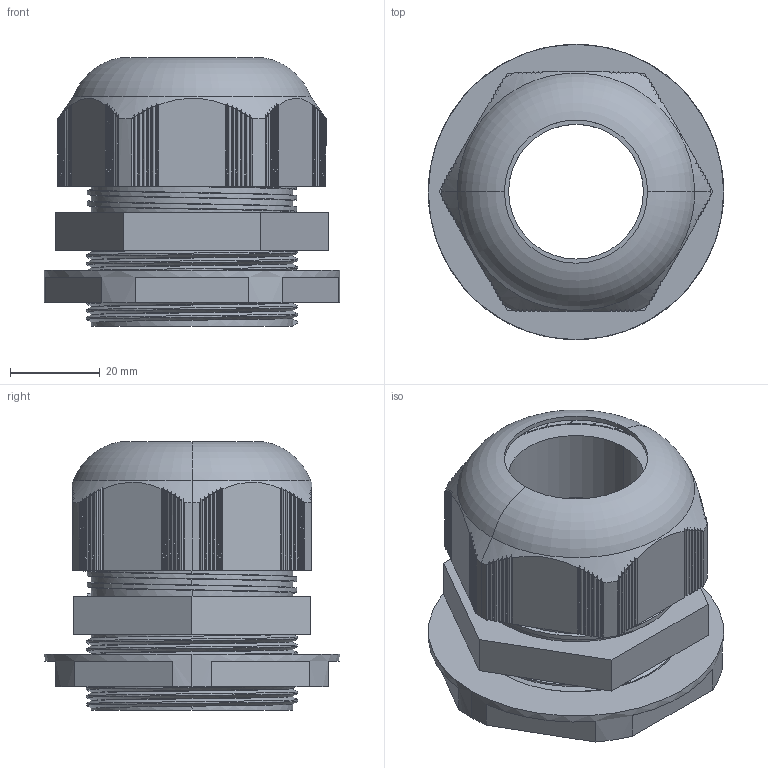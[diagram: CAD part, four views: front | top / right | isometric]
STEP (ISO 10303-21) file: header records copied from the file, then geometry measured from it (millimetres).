
FILE_DESCRIPTION (( 'STEP AP203' ), '1' );
FILE_NAME ('9007.STEP', '2020-07-29T07:42:33', ( '' ), ( '' ), 'SwSTEP 2.0', 'SolidWorks 2011', '' );
FILE_SCHEMA (( 'CONFIG_CONTROL_DESIGN' ));
Length unit declared in the file: millimetre
Products named in the file (1): 9007
Bounding box: 66 x 66 x 59.92 mm (x, y, z)
Volume: 71859 mm3; surface area: 29546 mm2
Topology: 1 solids, 1 shells, 538 faces, 1572 edges, 1045 vertices
Faces by surface type: plane 251, cylinder 220, cone 51, bspline 12, torus 4
Entity records: 24857 total; most frequent: CARTESIAN_POINT 11659, ORIENTED_EDGE 3144, DIRECTION 2242, EDGE_CURVE 1572, VERTEX_POINT 1045, AXIS2_PLACEMENT_3D 825, B_SPLINE_CURVE_WITH_KNOTS 644, LINE 592
